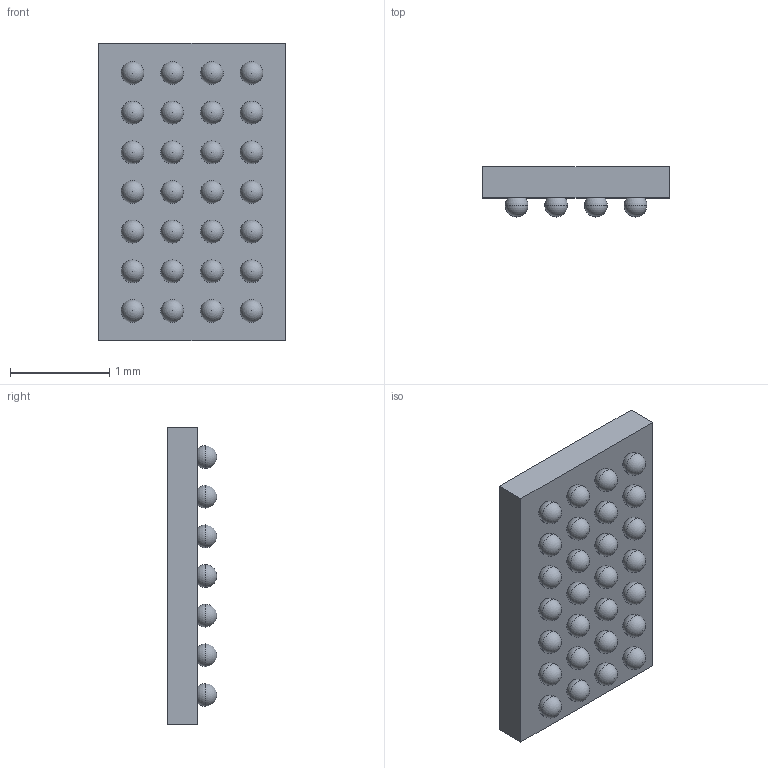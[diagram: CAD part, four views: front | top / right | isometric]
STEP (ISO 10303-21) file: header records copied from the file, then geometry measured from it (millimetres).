
FILE_DESCRIPTION (( 'STEP AP214' ), '1' );
FILE_NAME ('YFP28.STEP', '2020-08-06T11:22:52', ( '' ), ( '' ), 'SwSTEP 2.0', 'SolidWorks 2017', '' );
FILE_SCHEMA (( 'AUTOMOTIVE_DESIGN' ));
Length unit declared in the file: millimetre
Products named in the file (1): YFP28
Bounding box: 1.88 x 0.5 x 3.01 mm (x, y, z)
Volume: 1.9 mm3; surface area: 18.9 mm2
Topology: 29 solids, 29 shells, 90 faces, 236 edges, 176 vertices
Faces by surface type: sphere 56, plane 34
Entity records: 2468 total; most frequent: DIRECTION 418, CARTESIAN_POINT 335, ORIENTED_EDGE 248, AXIS2_PLACEMENT_3D 203, EDGE_CURVE 124, VERTEX_POINT 120, EDGE_LOOP 118, CIRCLE 112
